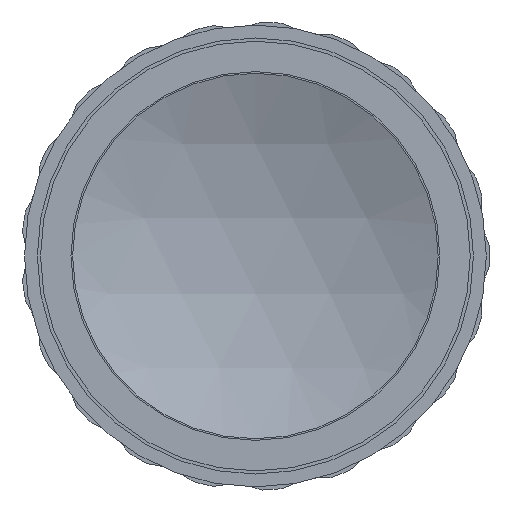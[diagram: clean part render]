
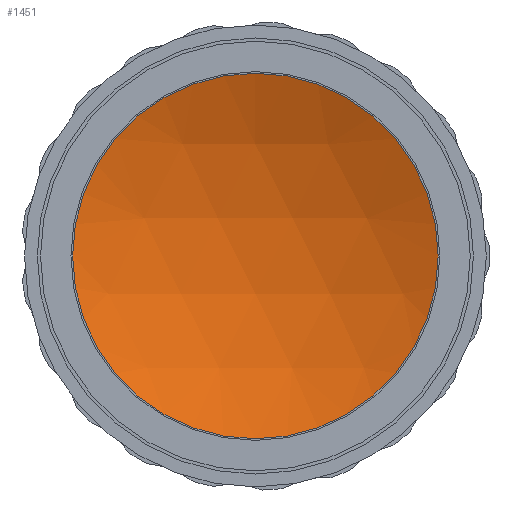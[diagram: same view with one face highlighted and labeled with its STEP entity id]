
A CAD part, left-side view. The second image highlights one B-rep face of the part: STEP entity #1451.
In plain terms, the highlighted spherical face has radius 142.855 mm.
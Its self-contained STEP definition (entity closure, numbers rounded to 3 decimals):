
#34 = CARTESIAN_POINT ( 'NONE',  ( -192.953, 0., 57. ) ) ;
#248 = VERTEX_POINT ( 'NONE', #34 ) ;
#253 = FACE_OUTER_BOUND ( 'NONE', #2402, .T. ) ;
#419 = EDGE_CURVE ( 'NONE', #248, #248, #1877, .T. ) ;
#490 = AXIS2_PLACEMENT_3D ( 'NONE', #861, #1949, #2146 ) ;
#693 = CARTESIAN_POINT ( 'NONE',  ( -323.943, 0., 0. ) ) ;
#861 = CARTESIAN_POINT ( 'NONE',  ( -192.953, 0., 0. ) ) ;
#1153 = DIRECTION ( 'NONE',  ( 1., 0., 0. ) ) ;
#1299 = ORIENTED_EDGE ( 'NONE', *, *, #419, .F. ) ;
#1380 = DIRECTION ( 'NONE',  ( 0., 0., -1. ) ) ;
#1451 = ADVANCED_FACE ( 'NONE', ( #253 ), #2686, .F. ) ;
#1877 = CIRCLE ( 'NONE', #490, 57. ) ;
#1949 = DIRECTION ( 'NONE',  ( 1., 0., 0. ) ) ;
#2043 = AXIS2_PLACEMENT_3D ( 'NONE', #693, #1380, #1153 ) ;
#2146 = DIRECTION ( 'NONE',  ( 0., 0., 1. ) ) ;
#2402 = EDGE_LOOP ( 'NONE', ( #1299 ) ) ;
#2686 = SPHERICAL_SURFACE ( 'NONE', #2043, 142.855 ) ;
